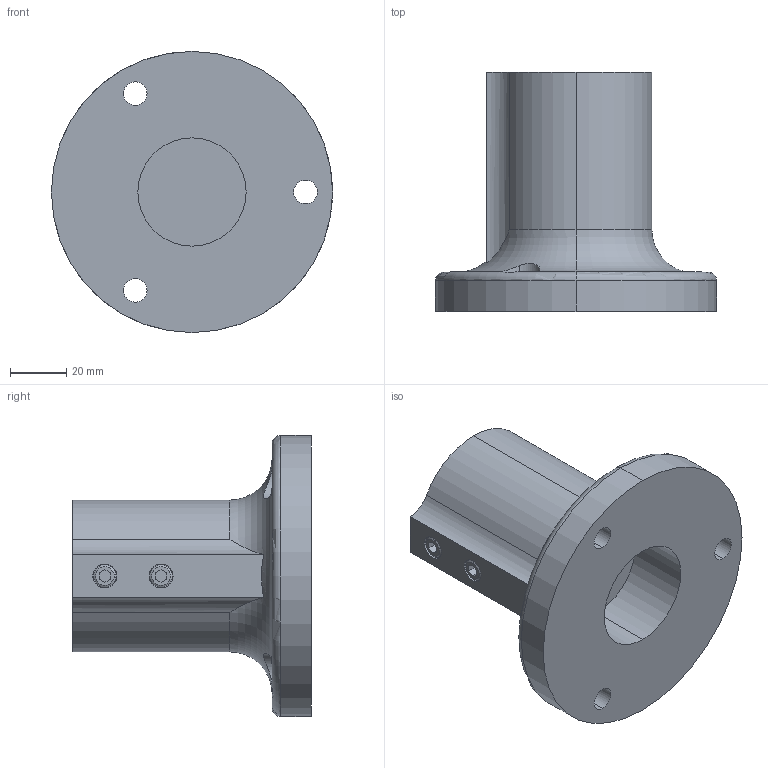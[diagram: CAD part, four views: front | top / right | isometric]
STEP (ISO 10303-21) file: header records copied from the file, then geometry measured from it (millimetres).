
FILE_DESCRIPTION (( 'STEP AP214' ), '1' );
FILE_NAME ('SNSK.17.00.33. Îñíîâàíèå êðóãëîå.V33.STEP', '2017-05-29T11:35:54', ( '' ), ( '' ), 'SwSTEP 2.0', 'SolidWorks 2016', '' );
FILE_SCHEMA (( 'AUTOMOTIVE_DESIGN' ));
Length unit declared in the file: millimetre
Products named in the file (3): socket set screw cone point_din_DIN 914 - M8 x 10-N; SNSK.17.00.33. Îñíîâàíèå êðóãëîå.V33; SNSK.17.00.33. Îñíîâàíèå êðóãëîå.V33_00
Assembly tree (3 placements, depth 2):
  SNSK.17.00.33. Îñíîâàíèå êðóãëîå.V33
    SNSK.17.00.33. Îñíîâàíèå êðóãëîå.V33_00
    socket set screw cone point_din_DIN 914 - M8 x 10-N  x2
Bounding box: 100 x 85 x 100 mm (x, y, z)
Volume: 189890.9 mm3; surface area: 43214.2 mm2
Topology: 3 solids, 3 shells, 75 faces, 180 edges, 116 vertices
Faces by surface type: cylinder 33, plane 30, cone 8, torus 4
Entity records: 2286 total; most frequent: CARTESIAN_POINT 694, DIRECTION 335, ORIENTED_EDGE 296, EDGE_CURVE 148, AXIS2_PLACEMENT_3D 140, VERTEX_POINT 96, CIRCLE 74, EDGE_LOOP 74
